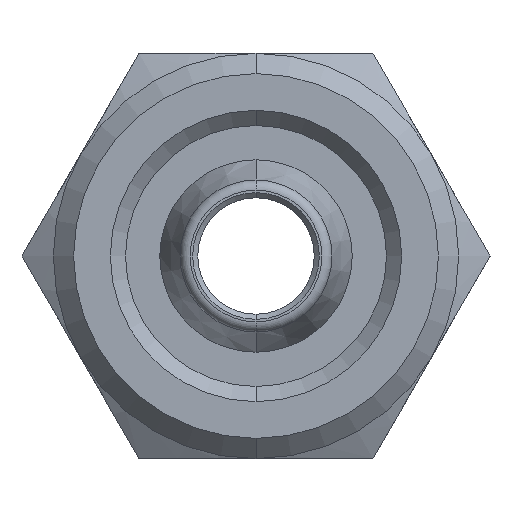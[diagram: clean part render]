
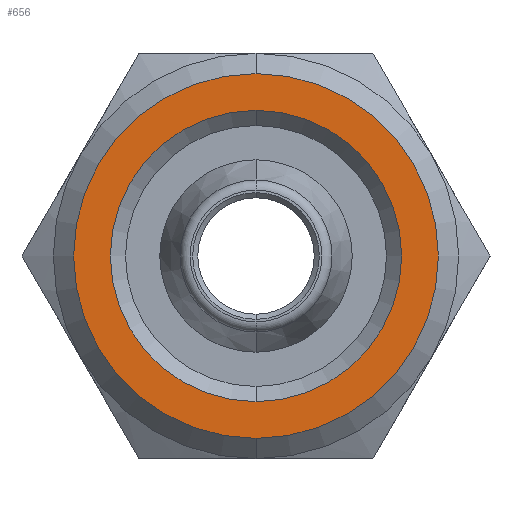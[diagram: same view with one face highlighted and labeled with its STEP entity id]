
A CAD part, front view. The second image highlights one B-rep face of the part: STEP entity #656.
In plain terms, the highlighted planar face has unit normal (0, -1, 0).
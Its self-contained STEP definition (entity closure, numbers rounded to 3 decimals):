
#24 = ORIENTED_EDGE ( 'NONE', *, *, #663, .F. ) ;
#65 = VERTEX_POINT ( 'NONE', #2291 ) ;
#71 = VERTEX_POINT ( 'NONE', #2288 ) ;
#94 = ORIENTED_EDGE ( 'NONE', *, *, #658, .T. ) ;
#134 = VERTEX_POINT ( 'NONE', #2263 ) ;
#141 = VERTEX_POINT ( 'NONE', #2372 ) ;
#270 = ORIENTED_EDGE ( 'NONE', *, *, #855, .T. ) ;
#383 = ORIENTED_EDGE ( 'NONE', *, *, #858, .F. ) ;
#656 = ADVANCED_FACE ( 'NONE', ( #1905, #1904 ), #2792, .T. ) ;
#658 = EDGE_CURVE ( 'NONE', #141, #134, #2061, .T. ) ;
#663 = EDGE_CURVE ( 'NONE', #71, #65, #2052, .T. ) ;
#855 = EDGE_CURVE ( 'NONE', #134, #141, #2857, .T. ) ;
#858 = EDGE_CURVE ( 'NONE', #65, #71, #2860, .T. ) ;
#873 = DIRECTION ( 'NONE',  ( 0., 1., 0. ) ) ;
#874 = CARTESIAN_POINT ( 'NONE',  ( 0., 2., 0. ) ) ;
#884 = DIRECTION ( 'NONE',  ( 0., 0., 1. ) ) ;
#1183 = EDGE_LOOP ( 'NONE', ( #270, #94 ) ) ;
#1184 = EDGE_LOOP ( 'NONE', ( #383, #24 ) ) ;
#1293 = DIRECTION ( 'NONE',  ( 0., 0., 1. ) ) ;
#1294 = DIRECTION ( 'NONE',  ( 0., 1., 0. ) ) ;
#1295 = CARTESIAN_POINT ( 'NONE',  ( 0., 2., 0. ) ) ;
#1308 = DIRECTION ( 'NONE',  ( 0., 0., 1. ) ) ;
#1309 = DIRECTION ( 'NONE',  ( 0., 1., 0. ) ) ;
#1310 = CARTESIAN_POINT ( 'NONE',  ( 0., 2., 0. ) ) ;
#1904 = FACE_OUTER_BOUND ( 'NONE', #1184, .T. ) ;
#1905 = FACE_BOUND ( 'NONE', #1183, .T. ) ;
#2050 = AXIS2_PLACEMENT_3D ( 'NONE', #874, #873, #884 ) ;
#2052 = CIRCLE ( 'NONE', #2050, 3.6 ) ;
#2060 = AXIS2_PLACEMENT_3D ( 'NONE', #2785, #2817, #2846 ) ;
#2061 = CIRCLE ( 'NONE', #2060, 2.875 ) ;
#2064 = AXIS2_PLACEMENT_3D ( 'NONE', #2843, #2844, #2830 ) ;
#2263 = CARTESIAN_POINT ( 'NONE',  ( 0., 2., -2.875 ) ) ;
#2288 = CARTESIAN_POINT ( 'NONE',  ( 0., 2., -3.6 ) ) ;
#2291 = CARTESIAN_POINT ( 'NONE',  ( 0., 2., 3.6 ) ) ;
#2372 = CARTESIAN_POINT ( 'NONE',  ( 0., 2., 2.875 ) ) ;
#2785 = CARTESIAN_POINT ( 'NONE',  ( 0., 2., 0. ) ) ;
#2792 = PLANE ( 'NONE',  #2064 ) ;
#2817 = DIRECTION ( 'NONE',  ( 0., 1., 0. ) ) ;
#2830 = DIRECTION ( 'NONE',  ( 0., 0., -1. ) ) ;
#2843 = CARTESIAN_POINT ( 'NONE',  ( 3.6, 2., 0. ) ) ;
#2844 = DIRECTION ( 'NONE',  ( 0., -1., 0. ) ) ;
#2846 = DIRECTION ( 'NONE',  ( 0., 0., 1. ) ) ;
#2856 = AXIS2_PLACEMENT_3D ( 'NONE', #1310, #1309, #1308 ) ;
#2857 = CIRCLE ( 'NONE', #2856, 2.875 ) ;
#2860 = CIRCLE ( 'NONE', #2861, 3.6 ) ;
#2861 = AXIS2_PLACEMENT_3D ( 'NONE', #1295, #1294, #1293 ) ;
